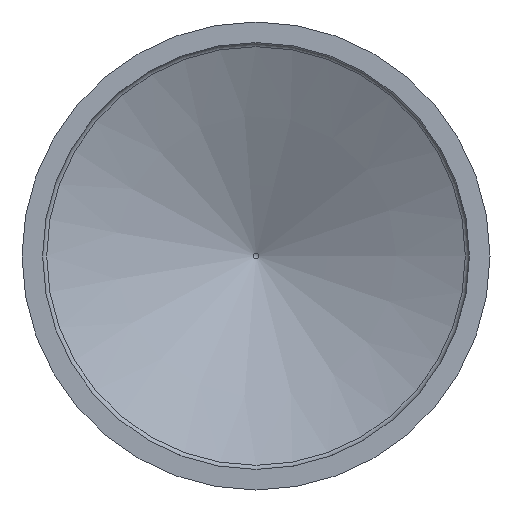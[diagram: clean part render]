
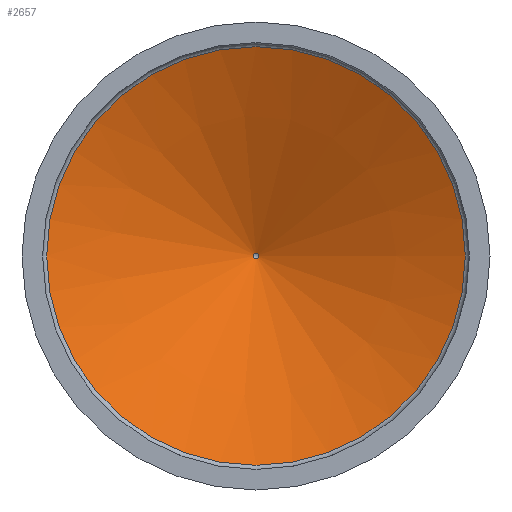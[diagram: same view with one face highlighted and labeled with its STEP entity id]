
A CAD part, front view. The second image highlights one B-rep face of the part: STEP entity #2657.
In plain terms, the highlighted conical face has half-angle 65.548 degrees and reference radius 0.207 mm.
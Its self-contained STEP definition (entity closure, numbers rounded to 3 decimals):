
#320 = DIRECTION ( 'NONE',  ( 0., -1., 0. ) ) ;
#570 = DIRECTION ( 'NONE',  ( 1., 0., 0. ) ) ;
#730 = EDGE_CURVE ( 'NONE', #5146, #5146, #6457, .T. ) ;
#1196 = CARTESIAN_POINT ( 'NONE',  ( 15.207, 10.635, 0. ) ) ;
#1321 = AXIS2_PLACEMENT_3D ( 'NONE', #4714, #8249, #570 ) ;
#1471 = VERTEX_POINT ( 'NONE', #3198 ) ;
#1595 = EDGE_LOOP ( 'NONE', ( #5441 ) ) ;
#2281 = EDGE_LOOP ( 'NONE', ( #7567 ) ) ;
#2396 = CARTESIAN_POINT ( 'NONE',  ( 0., 10.635, 0. ) ) ;
#2451 = DIRECTION ( 'NONE',  ( 0., -1., 0. ) ) ;
#2648 = CIRCLE ( 'NONE', #7978, 0.207 ) ;
#2657 = ADVANCED_FACE ( 'NONE', ( #4157, #5244 ), #3396, .F. ) ;
#3088 = EDGE_CURVE ( 'NONE', #1471, #1471, #2648, .T. ) ;
#3198 = CARTESIAN_POINT ( 'NONE',  ( 0.207, 17.455, 0. ) ) ;
#3396 = CONICAL_SURFACE ( 'NONE', #1321, 0.207, 1.144 ) ;
#3938 = AXIS2_PLACEMENT_3D ( 'NONE', #2396, #2451, #5199 ) ;
#4157 = FACE_OUTER_BOUND ( 'NONE', #1595, .T. ) ;
#4714 = CARTESIAN_POINT ( 'NONE',  ( 0., 17.455, 0. ) ) ;
#5146 = VERTEX_POINT ( 'NONE', #1196 ) ;
#5199 = DIRECTION ( 'NONE',  ( 1., 0., 0. ) ) ;
#5244 = FACE_BOUND ( 'NONE', #2281, .T. ) ;
#5257 = CARTESIAN_POINT ( 'NONE',  ( 0., 17.455, 0. ) ) ;
#5441 = ORIENTED_EDGE ( 'NONE', *, *, #730, .T. ) ;
#6457 = CIRCLE ( 'NONE', #3938, 15.207 ) ;
#7567 = ORIENTED_EDGE ( 'NONE', *, *, #3088, .F. ) ;
#7978 = AXIS2_PLACEMENT_3D ( 'NONE', #5257, #320, #8698 ) ;
#8249 = DIRECTION ( 'NONE',  ( 0., -1., 0. ) ) ;
#8698 = DIRECTION ( 'NONE',  ( 1., 0., 0. ) ) ;
